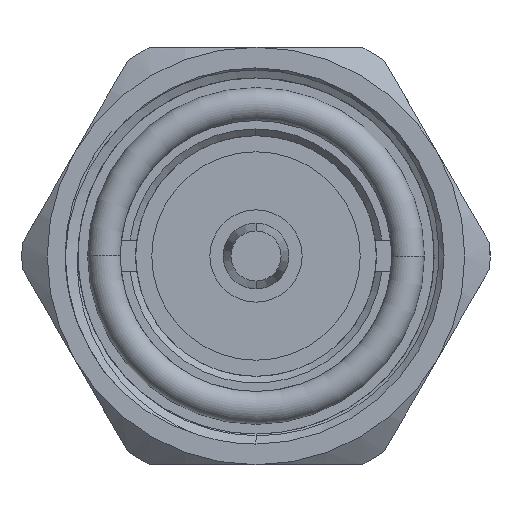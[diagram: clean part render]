
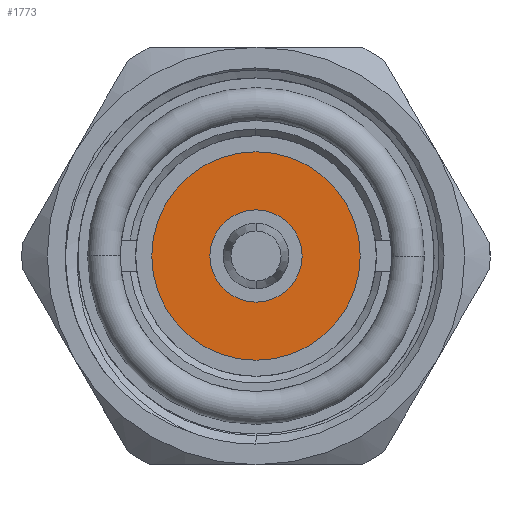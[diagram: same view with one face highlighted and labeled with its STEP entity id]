
A CAD part, left-side view. The second image highlights one B-rep face of the part: STEP entity #1773.
In plain terms, the highlighted planar face has unit normal (-1, 0, 0).
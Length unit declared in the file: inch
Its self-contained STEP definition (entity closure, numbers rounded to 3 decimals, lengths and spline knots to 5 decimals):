
#66 = ORIENTED_EDGE ( 'NONE', *, *, #4643, .T. ) ;
#223 = FACE_BOUND ( 'NONE', #3092, .T. ) ;
#332 = ORIENTED_EDGE ( 'NONE', *, *, #967, .T. ) ;
#411 = DIRECTION ( 'NONE',  ( -1., 0., 0. ) ) ;
#514 = AXIS2_PLACEMENT_3D ( 'NONE', #4488, #3163, #3565 ) ;
#613 = VERTEX_POINT ( 'NONE', #3280 ) ;
#616 = CARTESIAN_POINT ( 'NONE',  ( 0.55326, 0., 0. ) ) ;
#826 = CIRCLE ( 'NONE', #514, 0.31201 ) ;
#967 = EDGE_CURVE ( 'NONE', #4526, #3268, #826, .T. ) ;
#982 = CARTESIAN_POINT ( 'NONE',  ( 0.55326, 0., 0.31201 ) ) ;
#1026 = DIRECTION ( 'NONE',  ( 0., 0., 1. ) ) ;
#1052 = CARTESIAN_POINT ( 'NONE',  ( 0.55326, 0., -0.138 ) ) ;
#1234 = ORIENTED_EDGE ( 'NONE', *, *, #1309, .F. ) ;
#1309 = EDGE_CURVE ( 'NONE', #613, #1466, #4036, .T. ) ;
#1379 = EDGE_LOOP ( 'NONE', ( #332, #66 ) ) ;
#1391 = DIRECTION ( 'NONE',  ( -1., 0., 0. ) ) ;
#1466 = VERTEX_POINT ( 'NONE', #1052 ) ;
#1482 = ORIENTED_EDGE ( 'NONE', *, *, #4655, .F. ) ;
#1756 = CARTESIAN_POINT ( 'NONE',  ( 0.55326, 0., 0. ) ) ;
#1757 = CARTESIAN_POINT ( 'NONE',  ( 0.55326, 0., 0. ) ) ;
#1773 = ADVANCED_FACE ( 'NONE', ( #223, #2472 ), #2106, .T. ) ;
#1782 = CIRCLE ( 'NONE', #2083, 0.31201 ) ;
#2083 = AXIS2_PLACEMENT_3D ( 'NONE', #1756, #411, #1026 ) ;
#2106 = PLANE ( 'NONE',  #3662 ) ;
#2425 = DIRECTION ( 'NONE',  ( -1., 0., 0. ) ) ;
#2472 = FACE_OUTER_BOUND ( 'NONE', #1379, .T. ) ;
#2781 = CARTESIAN_POINT ( 'NONE',  ( 0.55326, 0., -0.31201 ) ) ;
#2812 = DIRECTION ( 'NONE',  ( -1., 0., 0. ) ) ;
#2864 = DIRECTION ( 'NONE',  ( 0., 0., 1. ) ) ;
#3092 = EDGE_LOOP ( 'NONE', ( #1482, #1234 ) ) ;
#3163 = DIRECTION ( 'NONE',  ( -1., 0., 0. ) ) ;
#3205 = DIRECTION ( 'NONE',  ( 0., 0., 1. ) ) ;
#3211 = DIRECTION ( 'NONE',  ( 0., 0., 1. ) ) ;
#3236 = CARTESIAN_POINT ( 'NONE',  ( 0.55326, 0., 0. ) ) ;
#3250 = CIRCLE ( 'NONE', #4007, 0.138 ) ;
#3268 = VERTEX_POINT ( 'NONE', #2781 ) ;
#3280 = CARTESIAN_POINT ( 'NONE',  ( 0.55326, 0., 0.138 ) ) ;
#3565 = DIRECTION ( 'NONE',  ( 0., 0., 1. ) ) ;
#3662 = AXIS2_PLACEMENT_3D ( 'NONE', #616, #2812, #3205 ) ;
#3961 = AXIS2_PLACEMENT_3D ( 'NONE', #1757, #2425, #3211 ) ;
#4007 = AXIS2_PLACEMENT_3D ( 'NONE', #3236, #1391, #2864 ) ;
#4036 = CIRCLE ( 'NONE', #3961, 0.138 ) ;
#4488 = CARTESIAN_POINT ( 'NONE',  ( 0.55326, 0., 0. ) ) ;
#4526 = VERTEX_POINT ( 'NONE', #982 ) ;
#4643 = EDGE_CURVE ( 'NONE', #3268, #4526, #1782, .T. ) ;
#4655 = EDGE_CURVE ( 'NONE', #1466, #613, #3250, .T. ) ;
